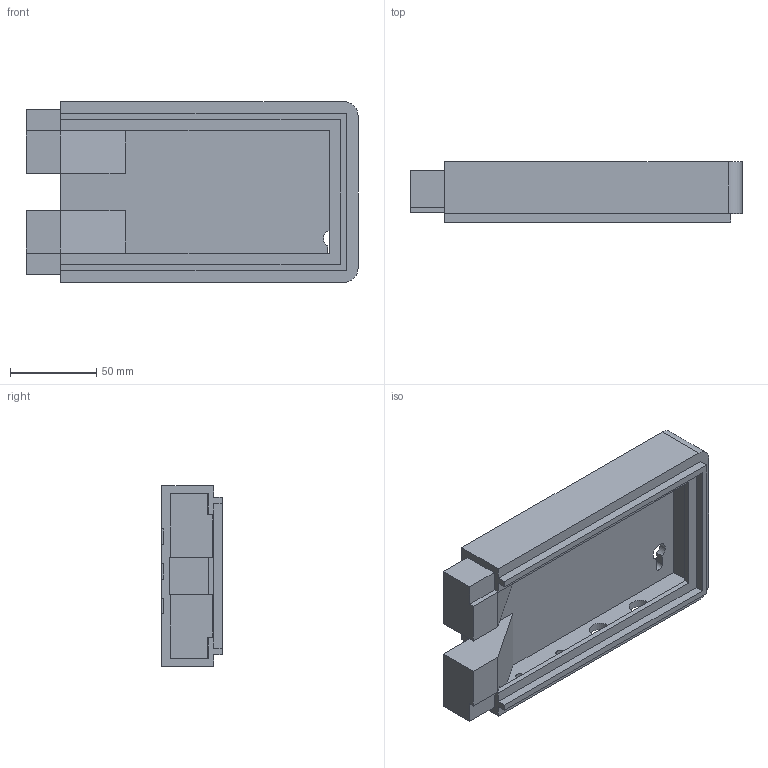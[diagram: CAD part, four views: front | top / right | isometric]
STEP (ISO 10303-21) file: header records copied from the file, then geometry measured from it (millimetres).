
FILE_DESCRIPTION(/* description */ (''),/* implementation_level */ '2;1');
FILE_NAME(/* name */ 'Pixelix_Bottom_left.step',/* time_stamp */ '2023-01-31T11:06:32+01:00',/* author */ (''),/* organization */ (''),/* preprocessor_version */ 'ST-DEVELOPER v19.2',/* originating_system */ 'Autodesk Translation Framework v11.17.0.187',/* authorisation */ '');
FILE_SCHEMA (('AUTOMOTIVE_DESIGN { 1 0 10303 214 3 1 1 }'));
Length unit declared in the file: millimetre
Products named in the file (1): Pixelix_Bottom_left
Bounding box: 192.25 x 35 x 104.5 mm (x, y, z)
Volume: 214179.7 mm3; surface area: 83462.3 mm2
Topology: 1 solids, 1 shells, 198 faces, 503 edges, 334 vertices
Faces by surface type: plane 187, cylinder 9, cone 2
Full cylindrical faces by diameter (mm): 5 x2, 8.3 x1, 13 x2
Entity records: 5912 total; most frequent: CARTESIAN_POINT 1036, ORIENTED_EDGE 1006, DIRECTION 921, EDGE_CURVE 503, LINE 483, VECTOR 483, VERTEX_POINT 334, EDGE_LOOP 237
